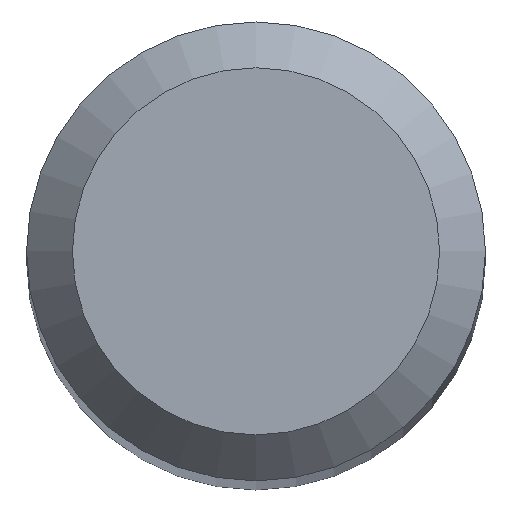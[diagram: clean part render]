
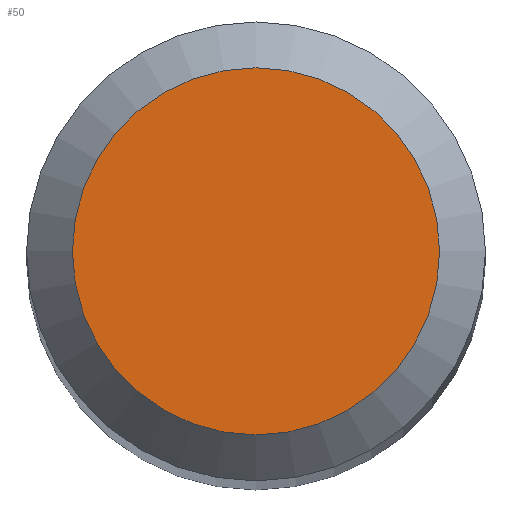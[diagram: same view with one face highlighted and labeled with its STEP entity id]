
A CAD part, top view. The second image highlights one B-rep face of the part: STEP entity #50.
In plain terms, the highlighted planar face has unit normal (0, 0, 1).
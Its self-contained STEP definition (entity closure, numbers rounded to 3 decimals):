
#33 = CARTESIAN_POINT ( 'NONE',  ( 0., 0., 61. ) ) ;
#41 = CIRCLE ( 'NONE', #169, 1.2 ) ;
#45 = EDGE_LOOP ( 'NONE', ( #104 ) ) ;
#50 = ADVANCED_FACE ( 'NONE', ( #57 ), #244, .F. ) ;
#57 = FACE_OUTER_BOUND ( 'NONE', #45, .T. ) ;
#78 = EDGE_CURVE ( 'NONE', #194, #194, #41, .T. ) ;
#84 = DIRECTION ( 'NONE',  ( 0., 0., -1. ) ) ;
#104 = ORIENTED_EDGE ( 'NONE', *, *, #78, .F. ) ;
#107 = DIRECTION ( 'NONE',  ( 0., 0., -1. ) ) ;
#169 = AXIS2_PLACEMENT_3D ( 'NONE', #33, #84, #187 ) ;
#186 = AXIS2_PLACEMENT_3D ( 'NONE', #268, #107, #245 ) ;
#187 = DIRECTION ( 'NONE',  ( 0., 1., 0. ) ) ;
#194 = VERTEX_POINT ( 'NONE', #232 ) ;
#232 = CARTESIAN_POINT ( 'NONE',  ( 0., 1.2, 61. ) ) ;
#244 = PLANE ( 'NONE',  #186 ) ;
#245 = DIRECTION ( 'NONE',  ( 0., 1., 0. ) ) ;
#268 = CARTESIAN_POINT ( 'NONE',  ( 0., 0., 61. ) ) ;
